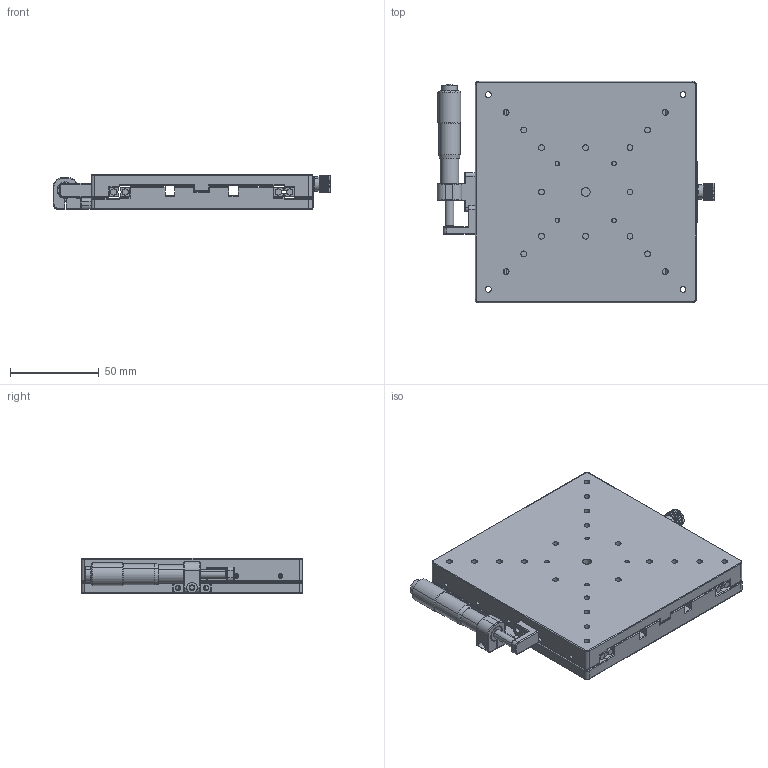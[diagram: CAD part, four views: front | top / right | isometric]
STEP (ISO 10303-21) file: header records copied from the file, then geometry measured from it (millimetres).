
FILE_DESCRIPTION (( 'STEP AP203' ), '1' );
FILE_NAME ('SPYD125R 忒雄弇痄怢.STEP', '2020-07-13T07:39:07', ( 'User' ), ( 'Microsoft' ), 'SwSTEP 2.0', 'SolidWorks 2018', '' );
FILE_SCHEMA (( 'CONFIG_CONTROL_DESIGN' ));
Length unit declared in the file: millimetre
Products named in the file (2): SPYD125R 忒雄弇痄怢
Bounding box: 157 x 125 x 20 mm (x, y, z)
Surface area: 90690.8 mm2 (no closed solid volume)
Topology: 0 solids, 25 shells, 656 faces, 2273 edges, 1590 vertices
Faces by surface type: plane 294, cylinder 266, bspline 34, torus 32, cone 28, sphere 2
Entity records: 30213 total; most frequent: CARTESIAN_POINT 10677, DIRECTION 3930, ORIENTED_EDGE 3770, EDGE_CURVE 2273, VERTEX_POINT 1590, AXIS2_PLACEMENT_3D 1379, VECTOR 1172, LINE 1172
